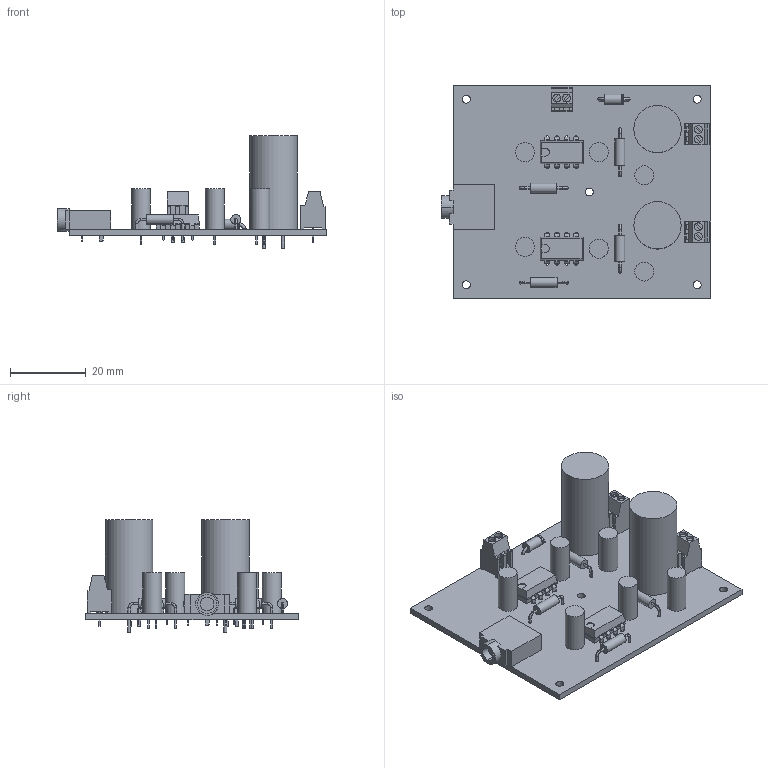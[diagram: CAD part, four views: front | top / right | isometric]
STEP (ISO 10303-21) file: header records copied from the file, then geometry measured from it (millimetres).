
FILE_DESCRIPTION(('Open CASCADE Model'),'2;1');
FILE_NAME('Open CASCADE Shape Model','2019-09-19T14:24:15',('Author'),( 'Open CASCADE'),'Open CASCADE STEP processor 6.8','Open CASCADE 6.8' ,'Unknown');
FILE_SCHEMA(('AUTOMOTIVE_DESIGN { 1 0 10303 214 1 1 1 1 }'));
Length unit declared in the file: millimetre
Products named in the file (30): PCB; Board; Open CASCADE STEP translator 6.8 4.1.1; D1; Diode_Schottky_100v_2A_STPS2H100; J1; Terminal_2_282834-2; R3; Resistor_0.25W; R1; R4; R2; J4; J3; Connector_3.5mm_SJ1-3524NG; J2; IC2; IC_DIP8; IC1; C6; Capacitor_2200uF_25v_UVZ1E222MHD; C2; C3; Capacitor_100uF_25v_UVY1E101MDD1TD; C5; Capacitor_1uF_50v_UVP1H010MDD1TD; C4; C7; C8; C1
Assembly tree (40 placements, depth 3):
  PCB
    Board
      Open CASCADE STEP translator 6.8 4.1.1
    D1
      Diode_Schottky_100v_2A_STPS2H100
    J1
      Terminal_2_282834-2
    R3
      Resistor_0.25W
    R1
      Resistor_0.25W
    R4
      Resistor_0.25W
    R2
      Resistor_0.25W
    J4
      Terminal_2_282834-2
    J3
      Connector_3.5mm_SJ1-3524NG
    J2
      Terminal_2_282834-2
    IC2
      IC_DIP8
    IC1
      IC_DIP8
    C6
      Capacitor_2200uF_25v_UVZ1E222MHD
    C2
      Capacitor_2200uF_25v_UVZ1E222MHD
    C3
      Capacitor_100uF_25v_UVY1E101MDD1TD
    C5
      Capacitor_1uF_50v_UVP1H010MDD1TD
    C4
      Capacitor_1uF_50v_UVP1H010MDD1TD
    C7
      Capacitor_100uF_25v_UVY1E101MDD1TD
    C8
      Capacitor_1uF_50v_UVP1H010MDD1TD
    C1
      Capacitor_1uF_50v_UVP1H010MDD1TD
Bounding box: 71.05 x 56 x 29.72 mm (x, y, z)
Volume: 15957.7 mm3; surface area: 14896.3 mm2
Topology: 48 solids, 52 shells, 814 faces, 1972 edges, 1284 vertices
Faces by surface type: plane 586, cylinder 208, torus 20
Full cylindrical faces by diameter (mm): 0.457 x12, 0.74 x2, 0.75 x40, 0.813 x4, 1.1 x6, 1.2 x5, 2.1 x5, 2.616 x4, 2.692 x2, 2.697 x1, 5.004 x6, 12.497 x2
Entity records: 14714 total; most frequent: DIRECTION 2284, CARTESIAN_POINT 2244, ORIENTED_EDGE 2118, EDGE_CURVE 1065, AXIS2_PLACEMENT_3D 764, LINE 756, VECTOR 756, VERTEX_POINT 698
